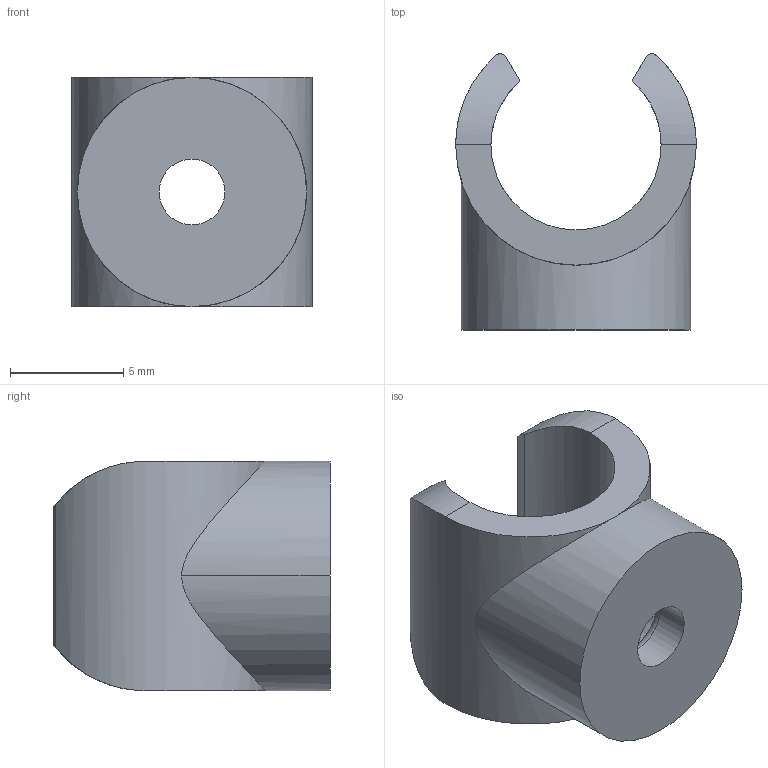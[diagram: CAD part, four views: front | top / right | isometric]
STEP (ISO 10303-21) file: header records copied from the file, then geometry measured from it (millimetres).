
FILE_DESCRIPTION((''),'2;1');
FILE_NAME('222645_ASM','2022-04-05T09:52:22',('PDMAdmin'),('BANNER ENGINEERING'),'CREO PARAMETRIC BY PTC INC, 2019292','CREO PARAMETRIC BY PTC INC, 2019292','');
FILE_SCHEMA(('CONFIG_CONTROL_DESIGN'));
Length unit declared in the file: millimetre
Products named in the file (2): 222645_EP01; 222645_ASM
Assembly tree (1 placements, depth 2):
  222645_ASM
    222645_EP01
Bounding box: 10.6 x 12.17 x 10.1 mm (x, y, z)
Volume: 539.6 mm3; surface area: 701.3 mm2
Topology: 1 solids, 1 shells, 23 faces, 56 edges, 36 vertices
Faces by surface type: cylinder 15, plane 6, torus 2
Entity records: 966 total; most frequent: CARTESIAN_POINT 381, ORIENTED_EDGE 112, DIRECTION 104, EDGE_CURVE 56, AXIS2_PLACEMENT_3D 44, VERTEX_POINT 36, EDGE_LOOP 26, FACE_OUTER_BOUND 23
